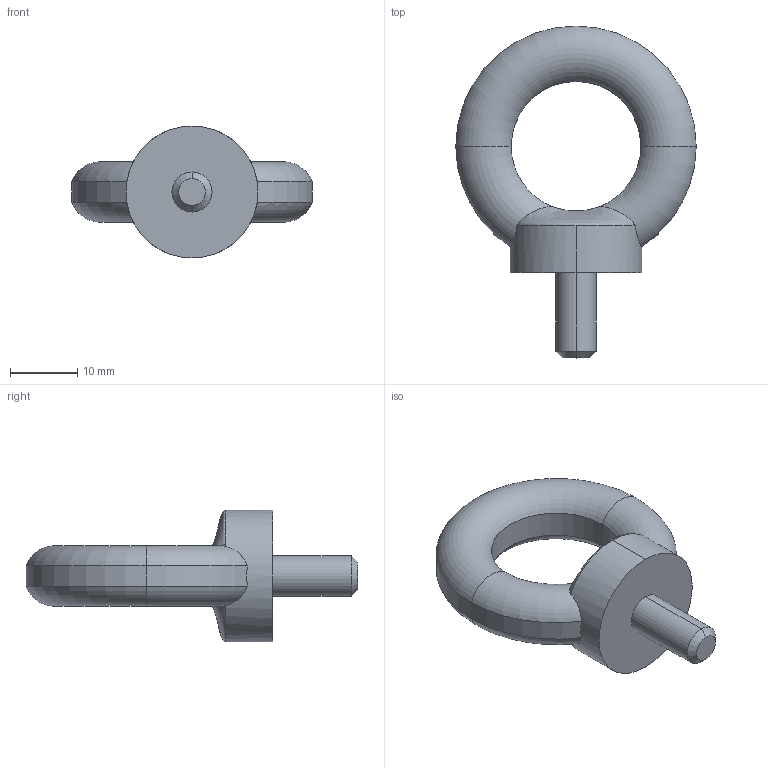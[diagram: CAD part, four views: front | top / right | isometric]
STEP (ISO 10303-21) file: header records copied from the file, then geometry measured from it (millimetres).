
FILE_DESCRIPTION (( 'STEP AP214' ), '1' );
FILE_NAME ('S36 Ðûì-áîëò.STEP', '2020-10-30T12:03:24', ( 'Ïîëüçîâàòåëü Windows' ), ( '' ), 'SwSTEP 2.0', 'SolidWorks 2020', '' );
FILE_SCHEMA (( 'AUTOMOTIVE_DESIGN' ));
Length unit declared in the file: millimetre
Products named in the file (1): S36 Ðûì-áîëò
Bounding box: 35.89 x 49.54 x 19.7 mm (x, y, z)
Volume: 7258.3 mm3; surface area: 3152.1 mm2
Topology: 1 solids, 1 shells, 25 faces, 66 edges, 42 vertices
Faces by surface type: cylinder 9, torus 6, bspline 6, cone 2, plane 2
Entity records: 1279 total; most frequent: CARTESIAN_POINT 641, ORIENTED_EDGE 132, DIRECTION 110, EDGE_CURVE 66, AXIS2_PLACEMENT_3D 50, VERTEX_POINT 42, CIRCLE 30, EDGE_LOOP 26
